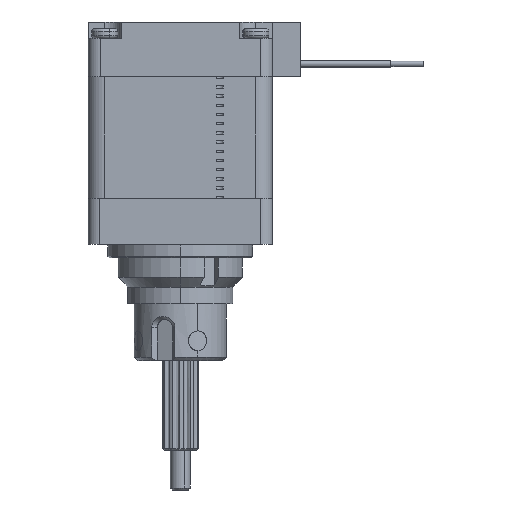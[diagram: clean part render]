
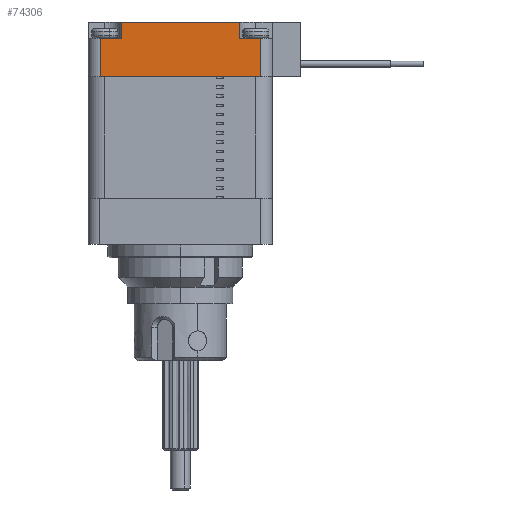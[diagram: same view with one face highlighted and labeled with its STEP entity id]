
A CAD part, left-side view. The second image highlights one B-rep face of the part: STEP entity #74306.
In plain terms, the highlighted planar face has unit normal (-1, 0, 0).
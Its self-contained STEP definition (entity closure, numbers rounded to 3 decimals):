
#8172 = CARTESIAN_POINT ( 'NONE',  ( -14., 12.2, 9. ) ) ;
#9093 = FACE_OUTER_BOUND ( 'NONE', #54083, .T. ) ;
#13148 = CARTESIAN_POINT ( 'NONE',  ( -14., -12.2, 9. ) ) ;
#13353 = CARTESIAN_POINT ( 'NONE',  ( -14., -9., 9. ) ) ;
#14915 = VERTEX_POINT ( 'NONE', #51089 ) ;
#15903 = VERTEX_POINT ( 'NONE', #42019 ) ;
#17378 = LINE ( 'NONE', #25381, #99481 ) ;
#17644 = VERTEX_POINT ( 'NONE', #13353 ) ;
#18589 = EDGE_CURVE ( 'NONE', #71088, #101314, #59351, .T. ) ;
#19728 = CARTESIAN_POINT ( 'NONE',  ( -14., 12.2, 6.5 ) ) ;
#20015 = VECTOR ( 'NONE', #46879, 1000. ) ;
#22182 = ORIENTED_EDGE ( 'NONE', *, *, #56107, .T. ) ;
#24206 = ORIENTED_EDGE ( 'NONE', *, *, #18589, .F. ) ;
#25069 = VECTOR ( 'NONE', #77920, 1000. ) ;
#25323 = LINE ( 'NONE', #8172, #25069 ) ;
#25381 = CARTESIAN_POINT ( 'NONE',  ( -14., -12.2, 6.5 ) ) ;
#28564 = CARTESIAN_POINT ( 'NONE',  ( -14., -12.2, 0.7 ) ) ;
#30692 = VECTOR ( 'NONE', #42215, 1000. ) ;
#30868 = LINE ( 'NONE', #13148, #20015 ) ;
#33127 = ORIENTED_EDGE ( 'NONE', *, *, #43811, .F. ) ;
#39222 = VECTOR ( 'NONE', #111669, 1000. ) ;
#39849 = VERTEX_POINT ( 'NONE', #82398 ) ;
#41186 = LINE ( 'NONE', #111447, #107530 ) ;
#41654 = CARTESIAN_POINT ( 'NONE',  ( -14., -12.2, 0.7 ) ) ;
#42019 = CARTESIAN_POINT ( 'NONE',  ( -14., -12.2, 6.5 ) ) ;
#42215 = DIRECTION ( 'NONE',  ( 0., 1., 0. ) ) ;
#43811 = EDGE_CURVE ( 'NONE', #14915, #39849, #85407, .T. ) ;
#44407 = CARTESIAN_POINT ( 'NONE',  ( -14., 14., 9. ) ) ;
#44563 = EDGE_CURVE ( 'NONE', #15903, #87052, #17378, .T. ) ;
#44607 = ORIENTED_EDGE ( 'NONE', *, *, #60651, .F. ) ;
#44976 = ORIENTED_EDGE ( 'NONE', *, *, #63773, .F. ) ;
#45547 = LINE ( 'NONE', #44407, #107845 ) ;
#46879 = DIRECTION ( 'NONE',  ( 0., 0., 1. ) ) ;
#51089 = CARTESIAN_POINT ( 'NONE',  ( -14., 9., 6.5 ) ) ;
#51229 = EDGE_CURVE ( 'NONE', #71088, #15903, #30868, .T. ) ;
#51445 = PLANE ( 'NONE',  #65903 ) ;
#51831 = ORIENTED_EDGE ( 'NONE', *, *, #44563, .T. ) ;
#52557 = DIRECTION ( 'NONE',  ( 1., 0., 0. ) ) ;
#54083 = EDGE_LOOP ( 'NONE', ( #24206, #108885, #51831, #87787, #44607, #33127, #44976, #22182 ) ) ;
#56107 = EDGE_CURVE ( 'NONE', #112559, #101314, #25323, .T. ) ;
#57966 = DIRECTION ( 'NONE',  ( 0., -1., 0. ) ) ;
#58778 = EDGE_CURVE ( 'NONE', #87052, #17644, #41186, .T. ) ;
#59351 = LINE ( 'NONE', #41654, #30692 ) ;
#60575 = CARTESIAN_POINT ( 'NONE',  ( -14., 14., 9. ) ) ;
#60651 = EDGE_CURVE ( 'NONE', #39849, #17644, #45547, .T. ) ;
#63773 = EDGE_CURVE ( 'NONE', #112559, #14915, #66543, .T. ) ;
#64225 = VECTOR ( 'NONE', #57966, 1000. ) ;
#65782 = DIRECTION ( 'NONE',  ( 0., 0., 1. ) ) ;
#65903 = AXIS2_PLACEMENT_3D ( 'NONE', #60575, #52557, #111993 ) ;
#66543 = LINE ( 'NONE', #101383, #64225 ) ;
#68240 = CARTESIAN_POINT ( 'NONE',  ( -14., 9., 6.5 ) ) ;
#71088 = VERTEX_POINT ( 'NONE', #28564 ) ;
#74306 = ADVANCED_FACE ( 'NONE', ( #9093 ), #51445, .F. ) ;
#75409 = CARTESIAN_POINT ( 'NONE',  ( -14., -9., 6.5 ) ) ;
#77920 = DIRECTION ( 'NONE',  ( 0., 0., -1. ) ) ;
#77982 = DIRECTION ( 'NONE',  ( 0., 1., 0. ) ) ;
#80424 = DIRECTION ( 'NONE',  ( 0., -1., 0. ) ) ;
#82398 = CARTESIAN_POINT ( 'NONE',  ( -14., 9., 9. ) ) ;
#85407 = LINE ( 'NONE', #68240, #39222 ) ;
#87052 = VERTEX_POINT ( 'NONE', #75409 ) ;
#87787 = ORIENTED_EDGE ( 'NONE', *, *, #58778, .T. ) ;
#99481 = VECTOR ( 'NONE', #77982, 1000. ) ;
#101314 = VERTEX_POINT ( 'NONE', #110686 ) ;
#101383 = CARTESIAN_POINT ( 'NONE',  ( -14., 12.2, 6.5 ) ) ;
#107530 = VECTOR ( 'NONE', #65782, 1000. ) ;
#107845 = VECTOR ( 'NONE', #80424, 1000. ) ;
#108885 = ORIENTED_EDGE ( 'NONE', *, *, #51229, .T. ) ;
#110686 = CARTESIAN_POINT ( 'NONE',  ( -14., 12.2, 0.7 ) ) ;
#111447 = CARTESIAN_POINT ( 'NONE',  ( -14., -9., 6.5 ) ) ;
#111669 = DIRECTION ( 'NONE',  ( 0., 0., 1. ) ) ;
#111993 = DIRECTION ( 'NONE',  ( 0., 1., 0. ) ) ;
#112559 = VERTEX_POINT ( 'NONE', #19728 ) ;
